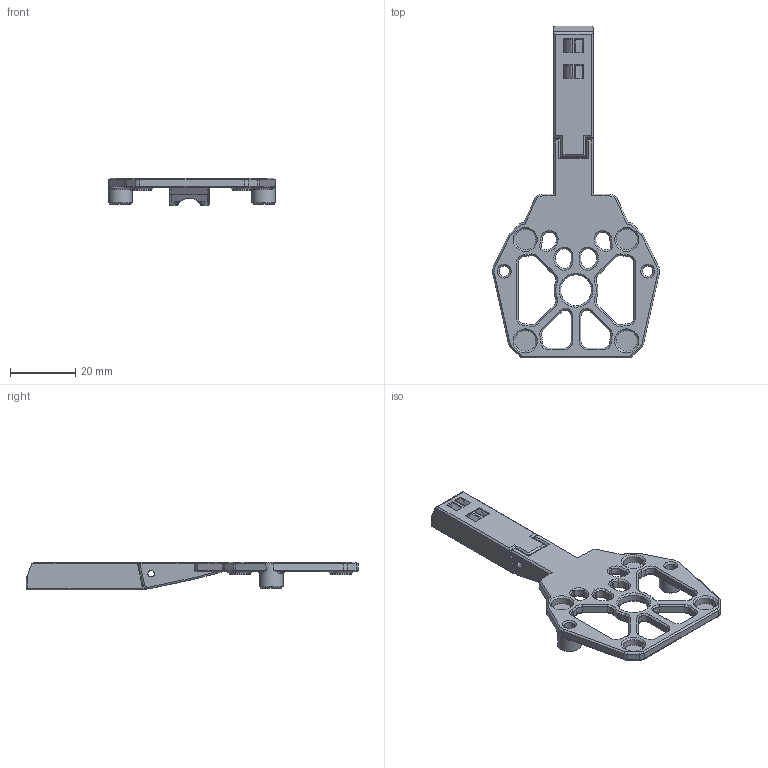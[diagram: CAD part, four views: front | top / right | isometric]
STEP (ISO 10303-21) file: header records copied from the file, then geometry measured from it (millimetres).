
FILE_DESCRIPTION(/* description */ (''),/* implementation_level */ '2;1');
FILE_NAME(/* name */ 'LGX - NH36 Mount.step',/* time_stamp */ '2025-07-12T14:49:47-07:00',/* author */ (''),/* organization */ (''),/* preprocessor_version */ 'ST-DEVELOPER v20.1',/* originating_system */ 'Autodesk Translation Framework v14.10.0.0',/* authorisation */ '');
FILE_SCHEMA (('AUTOMOTIVE_DESIGN { 1 0 10303 214 3 1 1 }'));
Length unit declared in the file: millimetre
Products named in the file (2): LGX - NH36 Mount; Mount
Assembly tree (1 placements, depth 2):
  LGX - NH36 Mount
    Mount
Bounding box: 51.04 x 101.45 x 8.5 mm (x, y, z)
Volume: 8088.4 mm3; surface area: 7346.8 mm2
Topology: 2 solids, 2 shells, 489 faces, 1188 edges, 707 vertices
Faces by surface type: cylinder 163, plane 159, cone 81, torus 68, bspline 14, sphere 4
Full cylindrical faces by diameter (mm): 3.2 x6, 4.7 x2, 6.4 x8, 7.2 x2, 9.4 x1
Entity records: 14960 total; most frequent: CARTESIAN_POINT 3172, DIRECTION 2630, ORIENTED_EDGE 2368, EDGE_CURVE 1184, AXIS2_PLACEMENT_3D 1018, VERTEX_POINT 707, LINE 594, VECTOR 594
